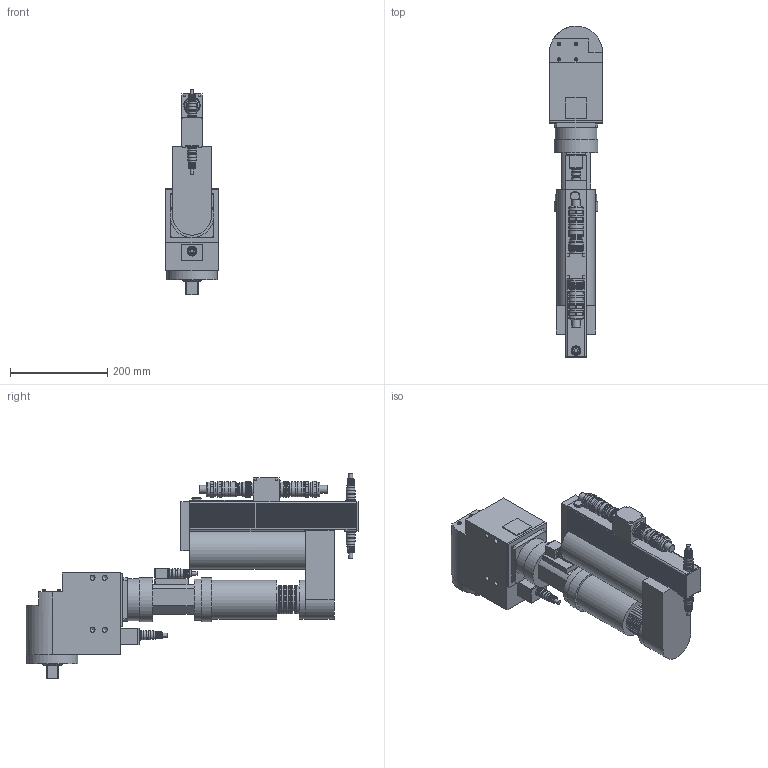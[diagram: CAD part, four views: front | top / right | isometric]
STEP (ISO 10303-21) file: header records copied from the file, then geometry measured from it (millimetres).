
FILE_DESCRIPTION((''),'2;1');
FILE_NAME('947600A6_IAM_001.stp','2012-02-27T12:48:20',('a6b63'),(''),'Autodesk Inventor 11','Autodesk Inventor 11','');
FILE_SCHEMA(('AUTOMOTIVE_DESIGN { 1 0 10303 214 1 1 1 1 }'));
Length unit declared in the file: millimetre
Products named in the file (7): 947600A6_IAM_001; 4WKXB_BTS_IPT_001; 4KXB_IPT_001; 4BUTS-4BXA_IPT_001.ipt_Motorumlenkung und Getriebe; 961089-002_IPT_002.ipt_Stecker gerade; 961104-005_IPT_002.ipt_Stecker gerade; 961104-005_IPT_001.ipt_Stecker gerade
Assembly tree (9 placements, depth 2):
  947600A6_IAM_001
    4WKXB_BTS_IPT_001
    4KXB_IPT_001
    4BUTS-4BXA_IPT_001.ipt_Motorumlenkung und Getriebe
    961089-002_IPT_002.ipt_Stecker gerade  x4
    961104-005_IPT_002.ipt_Stecker gerade
    961104-005_IPT_001.ipt_Stecker gerade
Bounding box: 109 x 683.3 x 422.2 mm (x, y, z)
Volume: 8343646 mm3; surface area: 561283 mm2
Topology: 9 solids, 9 shells, 1287 faces, 3133 edges, 1980 vertices
Faces by surface type: plane 822, cylinder 283, bspline 112, cone 48, torus 22
Full cylindrical faces by diameter (mm): 5.4 x4, 7 x4, 8 x4, 10.106 x4, 13.4 x4, 13.5 x2, 14 x20, 14.2 x4, 15.5 x1, 16 x12, 16.5 x2, 17.5 x1, 17.587 x8, 18 x8, 18.7 x8, 20 x5, 22.5 x1, 24 x1, 25.5 x1, 26.4 x1, 27 x1, 27.047 x1, 28 x2, 28.5 x1, 29.5 x3, 29.8 x4, 30 x4, 30.4 x2, 30.5 x3, 30.609 x1
Entity records: 33483 total; most frequent: CARTESIAN_POINT 7287, ORIENTED_EDGE 5504, DIRECTION 5010, EDGE_CURVE 2752, VERTEX_POINT 1836, VECTOR 1772, LINE 1772, AXIS2_PLACEMENT_3D 1619
